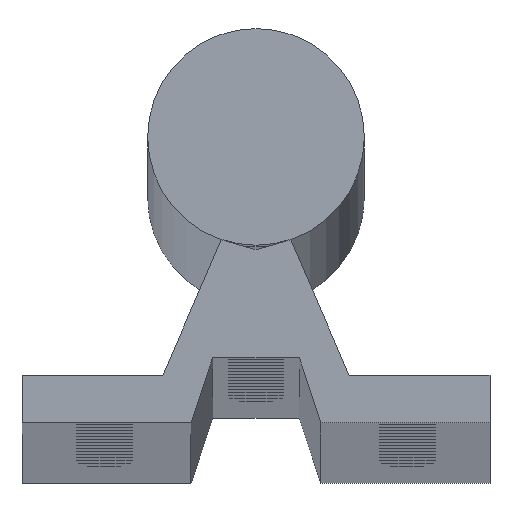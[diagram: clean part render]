
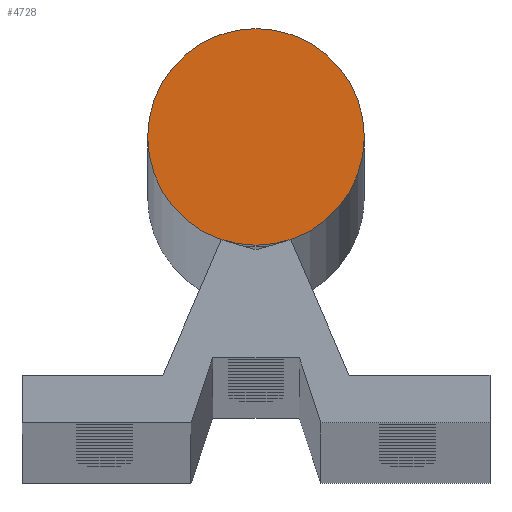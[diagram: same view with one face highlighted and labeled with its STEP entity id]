
A CAD part, top view. The second image highlights one B-rep face of the part: STEP entity #4728.
In plain terms, the highlighted planar face has unit normal (0, 0, 1).
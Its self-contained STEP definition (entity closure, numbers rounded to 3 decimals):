
#255 = EDGE_LOOP ( 'NONE', ( #593 ) ) ;
#593 = ORIENTED_EDGE ( 'NONE', *, *, #3963, .F. ) ;
#923 = FACE_OUTER_BOUND ( 'NONE', #255, .T. ) ;
#1671 = CARTESIAN_POINT ( 'NONE',  ( 0., 33., 4000. ) ) ;
#1730 = DIRECTION ( 'NONE',  ( 0., 0., -1. ) ) ;
#1731 = DIRECTION ( 'NONE',  ( -1., 0., 0. ) ) ;
#3242 = CARTESIAN_POINT ( 'NONE',  ( 0., 33., 4000. ) ) ;
#3243 = PLANE ( 'NONE',  #4355 ) ;
#3245 = DIRECTION ( 'NONE',  ( 0., 0., -1. ) ) ;
#3246 = DIRECTION ( 'NONE',  ( -1., 0., 0. ) ) ;
#3473 = VERTEX_POINT ( 'NONE', #3474 ) ;
#3474 = CARTESIAN_POINT ( 'NONE',  ( -12.5, 33., 4000. ) ) ;
#3839 = CIRCLE ( 'NONE', #4128, 12.5 ) ;
#3963 = EDGE_CURVE ( 'NONE', #3473, #3473, #3839, .T. ) ;
#4128 = AXIS2_PLACEMENT_3D ( 'NONE', #1671, #1730, #1731 ) ;
#4355 = AXIS2_PLACEMENT_3D ( 'NONE', #3242, #3245, #3246 ) ;
#4728 = ADVANCED_FACE ( 'NONE', ( #923 ), #3243, .F. ) ;
